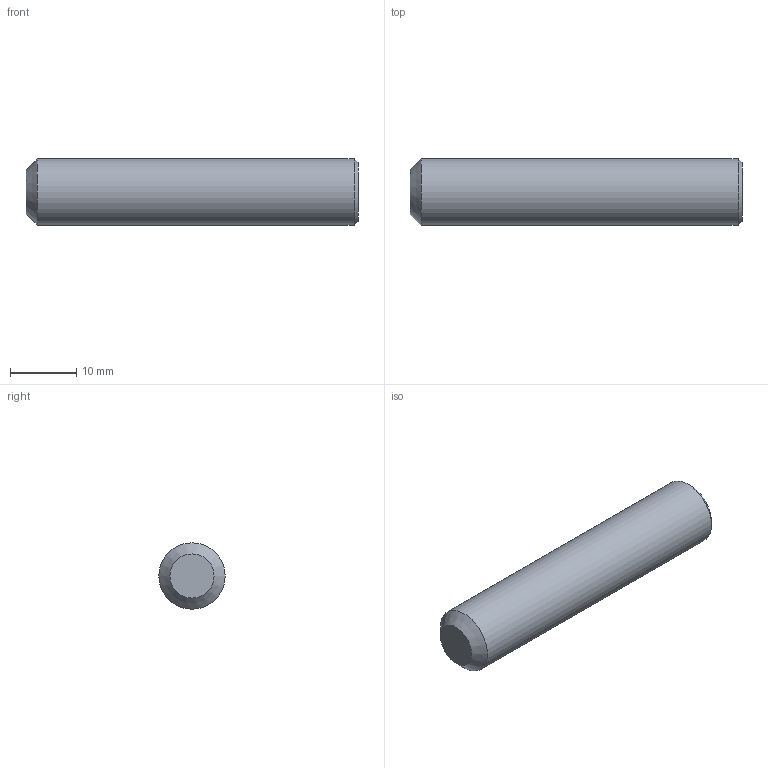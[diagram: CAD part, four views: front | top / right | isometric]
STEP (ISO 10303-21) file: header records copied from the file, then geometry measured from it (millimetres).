
FILE_DESCRIPTION (( 'STEP AP203' ), '1' );
FILE_NAME ('58301-240-50.step', '2019-12-16T13:58:24', ( '' ), ( '' ), 'SwSTEP 2.0', 'SolidWorks 2015', '' );
FILE_SCHEMA (( 'CONFIG_CONTROL_DESIGN' ));
Length unit declared in the file: millimetre
Products named in the file (2): 58301-240-50
Bounding box: 50 x 10 x 10 mm (x, y, z)
Volume: 3742.4 mm3; surface area: 1790.4 mm2
Topology: 1 solids, 1 shells, 292 faces, 776 edges, 516 vertices
Faces by surface type: plane 144, bspline 144, cone 3, cylinder 1
Full cylindrical faces by diameter (mm): 10 x1
Entity records: 17739 total; most frequent: CARTESIAN_POINT 11335, ORIENTED_EDGE 1538, DIRECTION 791, EDGE_CURVE 769, VERTEX_POINT 512, VECTOR 471, LINE 471, EDGE_LOOP 325
